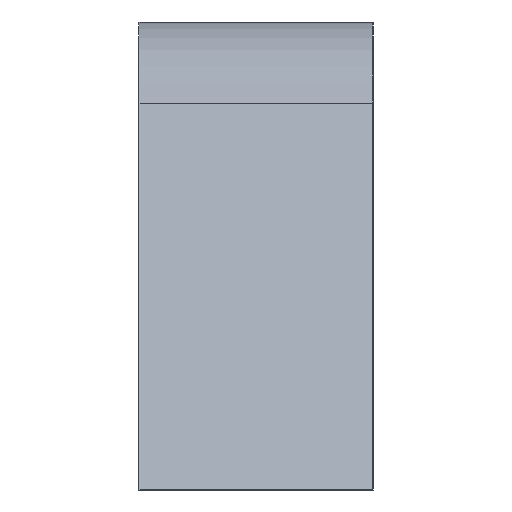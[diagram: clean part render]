
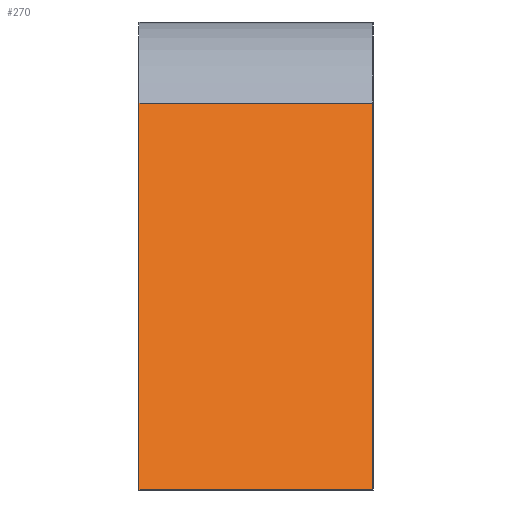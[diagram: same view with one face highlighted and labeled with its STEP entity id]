
A CAD part, left-side view. The second image highlights one B-rep face of the part: STEP entity #270.
In plain terms, the highlighted planar face has unit normal (-0.906, 0, 0.423).
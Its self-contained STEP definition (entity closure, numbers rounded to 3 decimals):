
#38 = EDGE_CURVE ( 'NONE', #417, #110, #579, .T. ) ;
#58 = VERTEX_POINT ( 'NONE', #473 ) ;
#110 = VERTEX_POINT ( 'NONE', #426 ) ;
#159 = VECTOR ( 'NONE', #411, 1000. ) ;
#169 = VERTEX_POINT ( 'NONE', #653 ) ;
#182 = ORIENTED_EDGE ( 'NONE', *, *, #402, .T. ) ;
#270 = ADVANCED_FACE ( 'NONE', ( #651 ), #332, .F. ) ;
#313 = CARTESIAN_POINT ( 'NONE',  ( -261.5, 17.5, -67. ) ) ;
#314 = DIRECTION ( 'NONE',  ( 0., -1., 0. ) ) ;
#315 = ORIENTED_EDGE ( 'NONE', *, *, #38, .F. ) ;
#327 = DIRECTION ( 'NONE',  ( -0.423, 0., -0.906 ) ) ;
#332 = PLANE ( 'NONE',  #381 ) ;
#338 = DIRECTION ( 'NONE',  ( 0.906, 0., -0.423 ) ) ;
#381 = AXIS2_PLACEMENT_3D ( 'NONE', #730, #338, #327 ) ;
#402 = EDGE_CURVE ( 'NONE', #58, #169, #510, .T. ) ;
#411 = DIRECTION ( 'NONE',  ( 0., -1., 0. ) ) ;
#417 = VERTEX_POINT ( 'NONE', #725 ) ;
#426 = CARTESIAN_POINT ( 'NONE',  ( -234.512, -17.5, -9.125 ) ) ;
#429 = EDGE_CURVE ( 'NONE', #58, #417, #502, .T. ) ;
#442 = CARTESIAN_POINT ( 'NONE',  ( -234.512, 17.5, -9.125 ) ) ;
#454 = ORIENTED_EDGE ( 'NONE', *, *, #495, .T. ) ;
#458 = LINE ( 'NONE', #607, #467 ) ;
#467 = VECTOR ( 'NONE', #608, 1000. ) ;
#473 = CARTESIAN_POINT ( 'NONE',  ( -261.5, 17.5, -67. ) ) ;
#476 = VECTOR ( 'NONE', #677, 1000. ) ;
#495 = EDGE_CURVE ( 'NONE', #169, #110, #458, .T. ) ;
#497 = EDGE_LOOP ( 'NONE', ( #454, #315, #611, #182 ) ) ;
#502 = LINE ( 'NONE', #679, #476 ) ;
#510 = LINE ( 'NONE', #313, #519 ) ;
#519 = VECTOR ( 'NONE', #314, 1000. ) ;
#579 = LINE ( 'NONE', #442, #159 ) ;
#607 = CARTESIAN_POINT ( 'NONE',  ( -234.512, -17.5, -9.125 ) ) ;
#608 = DIRECTION ( 'NONE',  ( 0.423, 0., 0.906 ) ) ;
#611 = ORIENTED_EDGE ( 'NONE', *, *, #429, .F. ) ;
#651 = FACE_OUTER_BOUND ( 'NONE', #497, .T. ) ;
#653 = CARTESIAN_POINT ( 'NONE',  ( -261.5, -17.5, -67. ) ) ;
#677 = DIRECTION ( 'NONE',  ( 0.423, 0., 0.906 ) ) ;
#679 = CARTESIAN_POINT ( 'NONE',  ( -234.512, 17.5, -9.125 ) ) ;
#725 = CARTESIAN_POINT ( 'NONE',  ( -234.512, 17.5, -9.125 ) ) ;
#730 = CARTESIAN_POINT ( 'NONE',  ( -234.512, 17.5, -9.125 ) ) ;
